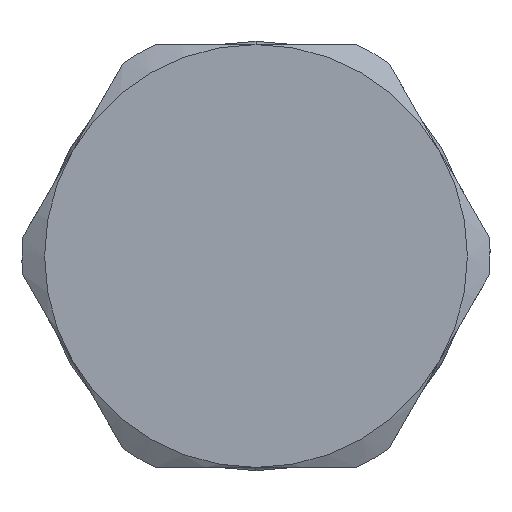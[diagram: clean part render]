
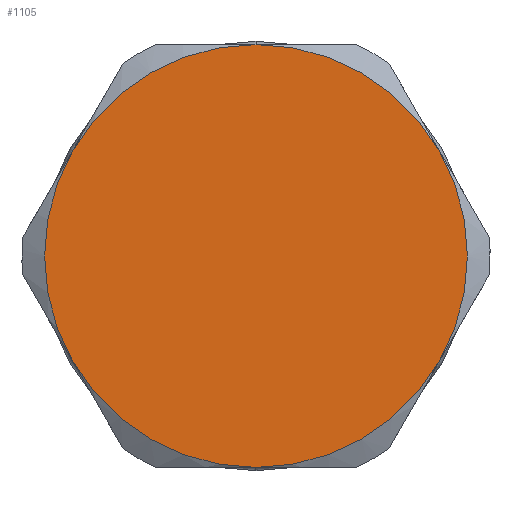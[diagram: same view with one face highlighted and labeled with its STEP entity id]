
A CAD part, left-side view. The second image highlights one B-rep face of the part: STEP entity #1105.
In plain terms, the highlighted planar face has unit normal (-1, 0, 0).
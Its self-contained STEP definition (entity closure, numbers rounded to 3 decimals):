
#59 = ORIENTED_EDGE ( 'NONE', *, *, #2733, .T. ) ;
#121 = VERTEX_POINT ( 'NONE', #679 ) ;
#222 = DIRECTION ( 'NONE',  ( 1., 0., 0. ) ) ;
#266 = DIRECTION ( 'NONE',  ( 0., 0., 1. ) ) ;
#298 = DIRECTION ( 'NONE',  ( 0., 0., -1. ) ) ;
#459 = DIRECTION ( 'NONE',  ( 1., 0., 0. ) ) ;
#465 = DIRECTION ( 'NONE',  ( 1., 0., 0. ) ) ;
#479 = CARTESIAN_POINT ( 'NONE',  ( 0., -12.829, 0. ) ) ;
#580 = EDGE_CURVE ( 'NONE', #121, #2486, #3710, .T. ) ;
#662 = ORIENTED_EDGE ( 'NONE', *, *, #4733, .F. ) ;
#679 = CARTESIAN_POINT ( 'NONE',  ( 0., 9.622, -5.555 ) ) ;
#826 = DIRECTION ( 'NONE',  ( 1., 0., 0. ) ) ;
#974 = DIRECTION ( 'NONE',  ( 0., 0., -1. ) ) ;
#1016 = CIRCLE ( 'NONE', #4754, 11.11 ) ;
#1043 = DIRECTION ( 'NONE',  ( 0., 0., -1. ) ) ;
#1083 = ORIENTED_EDGE ( 'NONE', *, *, #3921, .F. ) ;
#1105 = ADVANCED_FACE ( 'NONE', ( #3456 ), #2455, .F. ) ;
#1189 = CARTESIAN_POINT ( 'NONE',  ( 0., -9.622, -5.555 ) ) ;
#1390 = ORIENTED_EDGE ( 'NONE', *, *, #6671, .F. ) ;
#1748 = DIRECTION ( 'NONE',  ( 0., 0., -1. ) ) ;
#2043 = EDGE_LOOP ( 'NONE', ( #1390, #1083, #662, #6476, #59, #3953 ) ) ;
#2083 = CIRCLE ( 'NONE', #4654, 11.11 ) ;
#2407 = VERTEX_POINT ( 'NONE', #3089 ) ;
#2455 = PLANE ( 'NONE',  #3397 ) ;
#2457 = CIRCLE ( 'NONE', #4557, 11.11 ) ;
#2486 = VERTEX_POINT ( 'NONE', #6140 ) ;
#2504 = DIRECTION ( 'NONE',  ( 0., 0., -1. ) ) ;
#2583 = VERTEX_POINT ( 'NONE', #5762 ) ;
#2733 = EDGE_CURVE ( 'NONE', #3735, #2486, #2938, .T. ) ;
#2938 = CIRCLE ( 'NONE', #5303, 11.11 ) ;
#2994 = DIRECTION ( 'NONE',  ( 1., 0., 0. ) ) ;
#3089 = CARTESIAN_POINT ( 'NONE',  ( 0., 0., -11.11 ) ) ;
#3234 = EDGE_CURVE ( 'NONE', #3735, #2583, #2457, .T. ) ;
#3250 = CARTESIAN_POINT ( 'NONE',  ( 0., 0., 0. ) ) ;
#3397 = AXIS2_PLACEMENT_3D ( 'NONE', #479, #459, #1043 ) ;
#3456 = FACE_OUTER_BOUND ( 'NONE', #2043, .T. ) ;
#3553 = CARTESIAN_POINT ( 'NONE',  ( 0., 0., 0. ) ) ;
#3710 = CIRCLE ( 'NONE', #6102, 11.11 ) ;
#3735 = VERTEX_POINT ( 'NONE', #4220 ) ;
#3921 = EDGE_CURVE ( 'NONE', #5821, #2407, #2083, .T. ) ;
#3923 = DIRECTION ( 'NONE',  ( 0., 0., -1. ) ) ;
#3953 = ORIENTED_EDGE ( 'NONE', *, *, #580, .F. ) ;
#4220 = CARTESIAN_POINT ( 'NONE',  ( 0., 0., 11.11 ) ) ;
#4317 = DIRECTION ( 'NONE',  ( -1., 0., 0. ) ) ;
#4332 = CARTESIAN_POINT ( 'NONE',  ( 0., 0., 0. ) ) ;
#4361 = CARTESIAN_POINT ( 'NONE',  ( 0., 0., 0. ) ) ;
#4557 = AXIS2_PLACEMENT_3D ( 'NONE', #4332, #222, #1748 ) ;
#4654 = AXIS2_PLACEMENT_3D ( 'NONE', #3553, #2994, #2504 ) ;
#4733 = EDGE_CURVE ( 'NONE', #2583, #5821, #6495, .T. ) ;
#4754 = AXIS2_PLACEMENT_3D ( 'NONE', #4361, #826, #3923 ) ;
#5303 = AXIS2_PLACEMENT_3D ( 'NONE', #3250, #4317, #266 ) ;
#5762 = CARTESIAN_POINT ( 'NONE',  ( 0., -9.622, 5.555 ) ) ;
#5821 = VERTEX_POINT ( 'NONE', #1189 ) ;
#5919 = CARTESIAN_POINT ( 'NONE',  ( 0., 0., 0. ) ) ;
#6102 = AXIS2_PLACEMENT_3D ( 'NONE', #6103, #465, #974 ) ;
#6103 = CARTESIAN_POINT ( 'NONE',  ( 0., 0., 0. ) ) ;
#6140 = CARTESIAN_POINT ( 'NONE',  ( 0., 9.622, 5.555 ) ) ;
#6217 = AXIS2_PLACEMENT_3D ( 'NONE', #5919, #6475, #298 ) ;
#6475 = DIRECTION ( 'NONE',  ( 1., 0., 0. ) ) ;
#6476 = ORIENTED_EDGE ( 'NONE', *, *, #3234, .F. ) ;
#6495 = CIRCLE ( 'NONE', #6217, 11.11 ) ;
#6671 = EDGE_CURVE ( 'NONE', #2407, #121, #1016, .T. ) ;
